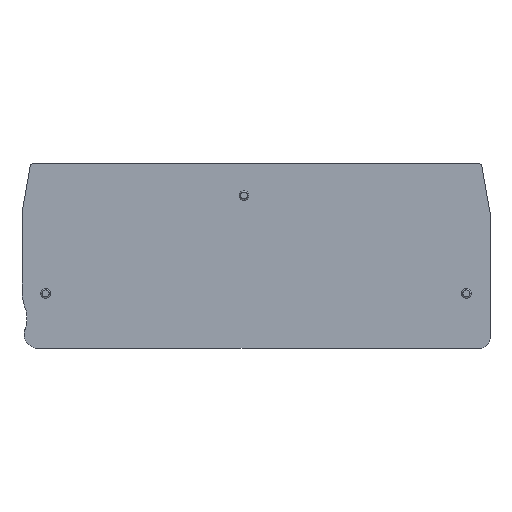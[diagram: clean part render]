
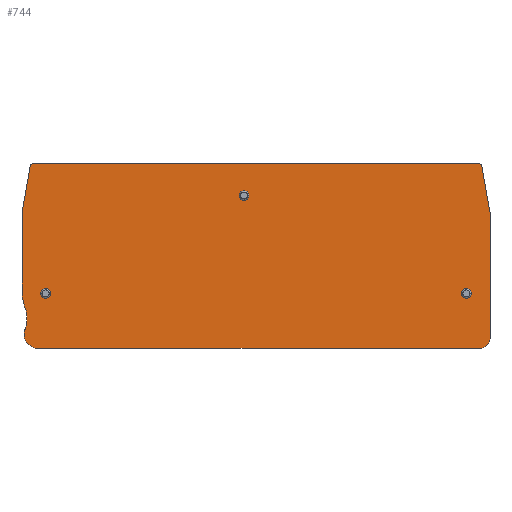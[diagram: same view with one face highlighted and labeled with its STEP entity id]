
A CAD part, top view. The second image highlights one B-rep face of the part: STEP entity #744.
In plain terms, the highlighted planar face has unit normal (0, 0, 1).
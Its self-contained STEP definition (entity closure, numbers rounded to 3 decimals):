
#53=CARTESIAN_POINT('',(70.453,18.978,0.));
#54=DIRECTION('',(0.,0.,1.));
#55=DIRECTION('',(0.985,0.174,0.));
#56=AXIS2_PLACEMENT_3D('',#53,#54,#55);
#58=DIRECTION('',(-0.174,0.985,0.));
#59=VECTOR('',#58,7.227);
#60=CARTESIAN_POINT('',(72.2,11.947,0.));
#61=LINE('',#60,#59);
#62=DIRECTION('',(0.,1.,0.));
#63=VECTOR('',#62,19.42);
#64=CARTESIAN_POINT('',(72.2,-7.472,0.));
#65=LINE('',#64,#63);
#66=CARTESIAN_POINT('',(70.7,-7.472,0.));
#67=DIRECTION('',(0.,0.,1.));
#68=DIRECTION('',(0.,-1.,0.));
#69=AXIS2_PLACEMENT_3D('',#66,#67,#68);
#71=DIRECTION('',(1.,0.,0.));
#72=VECTOR('',#71,68.268);
#73=CARTESIAN_POINT('',(2.432,-8.972,0.));
#74=LINE('',#73,#72);
#75=CARTESIAN_POINT('',(2.432,-6.972,0.));
#76=DIRECTION('',(0.,0.,1.));
#77=DIRECTION('',(-0.707,-0.707,0.));
#78=AXIS2_PLACEMENT_3D('',#75,#76,#77);
#80=DIRECTION('',(0.707,-0.707,0.));
#81=VECTOR('',#80,0.158);
#82=CARTESIAN_POINT('',(0.906,-8.275,0.));
#83=LINE('',#82,#81);
#84=CARTESIAN_POINT('',(2.32,-6.861,0.));
#85=DIRECTION('',(0.,0.,1.));
#86=DIRECTION('',(-1.,0.,0.));
#87=AXIS2_PLACEMENT_3D('',#84,#85,#86);
#89=CARTESIAN_POINT('',(2.32,-6.861,0.));
#90=DIRECTION('',(0.,0.,1.));
#91=DIRECTION('',(-0.953,0.303,0.));
#92=AXIS2_PLACEMENT_3D('',#89,#90,#91);
#94=CARTESIAN_POINT('',(8.001,-8.669,0.));
#95=DIRECTION('',(0.,0.,1.));
#96=DIRECTION('',(-0.946,0.324,0.));
#97=AXIS2_PLACEMENT_3D('',#94,#95,#96);
#99=CARTESIAN_POINT('',(-4.5,-4.395,0.));
#100=DIRECTION('',(0.,0.,-1.));
#101=DIRECTION('',(1.,0.,0.));
#102=AXIS2_PLACEMENT_3D('',#99,#100,#101);
#104=CARTESIAN_POINT('',(-4.5,-4.395,0.));
#105=DIRECTION('',(0.,0.,-1.));
#106=DIRECTION('',(0.943,0.332,0.));
#107=AXIS2_PLACEMENT_3D('',#104,#105,#106);
#109=CARTESIAN_POINT('',(8.,0.,0.));
#110=DIRECTION('',(0.,0.,1.));
#111=DIRECTION('',(-1.,0.,0.));
#112=AXIS2_PLACEMENT_3D('',#109,#110,#111);
#114=DIRECTION('',(0.,-1.,0.));
#115=VECTOR('',#114,11.947);
#116=CARTESIAN_POINT('',(0.,11.947,0.));
#117=LINE('',#116,#115);
#118=DIRECTION('',(-0.174,-0.985,0.));
#119=VECTOR('',#118,7.227);
#120=CARTESIAN_POINT('',(1.255,19.064,0.));
#121=LINE('',#120,#119);
#122=CARTESIAN_POINT('',(1.747,18.978,0.));
#123=DIRECTION('',(0.,0.,1.));
#124=DIRECTION('',(0.,1.,0.));
#125=AXIS2_PLACEMENT_3D('',#122,#123,#124);
#127=DIRECTION('',(-1.,0.,0.));
#128=VECTOR('',#127,68.705);
#129=CARTESIAN_POINT('',(70.453,19.478,0.));
#130=LINE('',#129,#128);
#131=CARTESIAN_POINT('',(68.55,-0.522,0.));
#132=DIRECTION('',(0.,0.,-1.));
#133=DIRECTION('',(1.,0.,0.));
#134=AXIS2_PLACEMENT_3D('',#131,#132,#133);
#136=CARTESIAN_POINT('',(68.55,-0.522,0.));
#137=DIRECTION('',(0.,0.,-1.));
#138=DIRECTION('',(-1.,0.,0.));
#139=AXIS2_PLACEMENT_3D('',#136,#137,#138);
#141=CARTESIAN_POINT('',(3.65,-0.522,0.));
#142=DIRECTION('',(0.,0.,-1.));
#143=DIRECTION('',(1.,0.,0.));
#144=AXIS2_PLACEMENT_3D('',#141,#142,#143);
#146=CARTESIAN_POINT('',(3.65,-0.522,0.));
#147=DIRECTION('',(0.,0.,-1.));
#148=DIRECTION('',(-1.,0.,0.));
#149=AXIS2_PLACEMENT_3D('',#146,#147,#148);
#151=CARTESIAN_POINT('',(34.25,14.578,0.));
#152=DIRECTION('',(0.,0.,-1.));
#153=DIRECTION('',(1.,0.,0.));
#154=AXIS2_PLACEMENT_3D('',#151,#152,#153);
#156=CARTESIAN_POINT('',(34.25,14.578,0.));
#157=DIRECTION('',(0.,0.,-1.));
#158=DIRECTION('',(-1.,0.,0.));
#159=AXIS2_PLACEMENT_3D('',#156,#157,#158);
#481=CARTESIAN_POINT('',(0.,0.,0.));
#482=CARTESIAN_POINT('',(0.453,-2.653,0.));
#483=VERTEX_POINT('',#481);
#484=VERTEX_POINT('',#482);
#490=CARTESIAN_POINT('',(0.,11.947,0.));
#492=VERTEX_POINT('',#490);
#513=CARTESIAN_POINT('',(0.75,-4.395,0.));
#514=CARTESIAN_POINT('',(0.468,-6.093,0.));
#515=VERTEX_POINT('',#513);
#516=VERTEX_POINT('',#514);
#517=CARTESIAN_POINT('',(72.2,11.947,0.));
#518=CARTESIAN_POINT('',(70.945,19.064,0.));
#519=VERTEX_POINT('',#517);
#520=VERTEX_POINT('',#518);
#521=CARTESIAN_POINT('',(72.2,-7.472,0.));
#522=VERTEX_POINT('',#521);
#523=CARTESIAN_POINT('',(70.7,-8.972,0.));
#524=VERTEX_POINT('',#523);
#529=CARTESIAN_POINT('',(2.432,-8.972,0.));
#530=VERTEX_POINT('',#529);
#535=CARTESIAN_POINT('',(33.56,14.578,0.));
#536=CARTESIAN_POINT('',(34.94,14.578,0.));
#537=VERTEX_POINT('',#535);
#538=VERTEX_POINT('',#536);
#547=CARTESIAN_POINT('',(0.906,-8.275,0.));
#548=CARTESIAN_POINT('',(1.018,-8.387,0.));
#549=VERTEX_POINT('',#547);
#550=VERTEX_POINT('',#548);
#553=CARTESIAN_POINT('',(70.453,19.478,0.));
#554=CARTESIAN_POINT('',(1.747,19.478,0.));
#555=VERTEX_POINT('',#553);
#556=VERTEX_POINT('',#554);
#565=CARTESIAN_POINT('',(0.415,-6.254,0.));
#566=VERTEX_POINT('',#565);
#574=CARTESIAN_POINT('',(69.24,-0.522,0.));
#576=VERTEX_POINT('',#574);
#583=CARTESIAN_POINT('',(1.255,19.064,0.));
#584=VERTEX_POINT('',#583);
#587=CARTESIAN_POINT('',(2.96,-0.522,0.));
#588=VERTEX_POINT('',#587);
#589=CARTESIAN_POINT('',(67.86,-0.522,0.));
#590=VERTEX_POINT('',#589);
#591=CARTESIAN_POINT('',(4.34,-0.522,0.));
#592=VERTEX_POINT('',#591);
#595=CARTESIAN_POINT('',(0.32,-6.861,0.));
#596=VERTEX_POINT('',#595);
#686=CARTESIAN_POINT('',(0.,0.,0.));
#687=DIRECTION('',(0.,0.,1.));
#688=DIRECTION('',(1.,0.,0.));
#689=AXIS2_PLACEMENT_3D('',#686,#687,#688);
#690=PLANE('',#689);
#692=ORIENTED_EDGE('',*,*,#691,.F.);
#694=ORIENTED_EDGE('',*,*,#693,.F.);
#696=ORIENTED_EDGE('',*,*,#695,.F.);
#698=ORIENTED_EDGE('',*,*,#697,.F.);
#700=ORIENTED_EDGE('',*,*,#699,.F.);
#702=ORIENTED_EDGE('',*,*,#701,.F.);
#704=ORIENTED_EDGE('',*,*,#703,.F.);
#706=ORIENTED_EDGE('',*,*,#705,.F.);
#708=ORIENTED_EDGE('',*,*,#707,.F.);
#710=ORIENTED_EDGE('',*,*,#709,.F.);
#712=ORIENTED_EDGE('',*,*,#711,.F.);
#714=ORIENTED_EDGE('',*,*,#713,.F.);
#716=ORIENTED_EDGE('',*,*,#715,.F.);
#718=ORIENTED_EDGE('',*,*,#717,.F.);
#720=ORIENTED_EDGE('',*,*,#719,.F.);
#722=ORIENTED_EDGE('',*,*,#721,.F.);
#724=ORIENTED_EDGE('',*,*,#723,.F.);
#725=EDGE_LOOP('',(#692,#694,#696,#698,#700,#702,#704,#706,#708,#710,#712,#714,
#716,#718,#720,#722,#724));
#726=FACE_OUTER_BOUND('',#725,.F.);
#728=ORIENTED_EDGE('',*,*,#727,.F.);
#730=ORIENTED_EDGE('',*,*,#729,.F.);
#731=EDGE_LOOP('',(#728,#730));
#732=FACE_BOUND('',#731,.F.);
#734=ORIENTED_EDGE('',*,*,#733,.F.);
#736=ORIENTED_EDGE('',*,*,#735,.F.);
#737=EDGE_LOOP('',(#734,#736));
#738=FACE_BOUND('',#737,.F.);
#740=ORIENTED_EDGE('',*,*,#739,.F.);
#741=ORIENTED_EDGE('',*,*,#676,.F.);
#742=EDGE_LOOP('',(#740,#741));
#743=FACE_BOUND('',#742,.F.);
#744=ADVANCED_FACE('',(#726,#732,#738,#743),#690,.T.);
#57=CIRCLE('',#56,0.5);
#70=CIRCLE('',#69,1.5);
#79=CIRCLE('',#78,2.);
#88=CIRCLE('',#87,2.);
#93=CIRCLE('',#92,2.);
#98=CIRCLE('',#97,7.961);
#103=CIRCLE('',#102,5.25);
#108=CIRCLE('',#107,5.25);
#113=CIRCLE('',#112,8.);
#126=CIRCLE('',#125,0.5);
#135=CIRCLE('',#134,0.69);
#140=CIRCLE('',#139,0.69);
#145=CIRCLE('',#144,0.69);
#150=CIRCLE('',#149,0.69);
#155=CIRCLE('',#154,0.69);
#160=CIRCLE('',#159,0.69);
#676=EDGE_CURVE('',#537,#538,#160,.T.);
#691=EDGE_CURVE('',#520,#555,#57,.T.);
#693=EDGE_CURVE('',#519,#520,#61,.T.);
#695=EDGE_CURVE('',#522,#519,#65,.T.);
#697=EDGE_CURVE('',#524,#522,#70,.T.);
#699=EDGE_CURVE('',#530,#524,#74,.T.);
#701=EDGE_CURVE('',#550,#530,#79,.T.);
#703=EDGE_CURVE('',#549,#550,#83,.T.);
#705=EDGE_CURVE('',#596,#549,#88,.T.);
#707=EDGE_CURVE('',#566,#596,#93,.T.);
#709=EDGE_CURVE('',#516,#566,#98,.T.);
#711=EDGE_CURVE('',#515,#516,#103,.T.);
#713=EDGE_CURVE('',#484,#515,#108,.T.);
#715=EDGE_CURVE('',#483,#484,#113,.T.);
#717=EDGE_CURVE('',#492,#483,#117,.T.);
#719=EDGE_CURVE('',#584,#492,#121,.T.);
#721=EDGE_CURVE('',#556,#584,#126,.T.);
#723=EDGE_CURVE('',#555,#556,#130,.T.);
#727=EDGE_CURVE('',#576,#590,#135,.T.);
#729=EDGE_CURVE('',#590,#576,#140,.T.);
#733=EDGE_CURVE('',#592,#588,#145,.T.);
#735=EDGE_CURVE('',#588,#592,#150,.T.);
#739=EDGE_CURVE('',#538,#537,#155,.T.);
